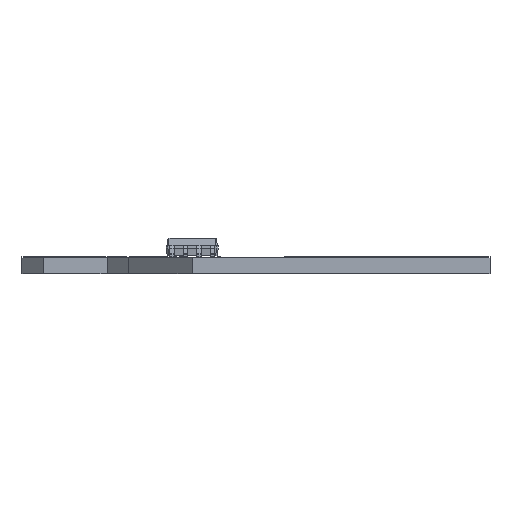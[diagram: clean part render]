
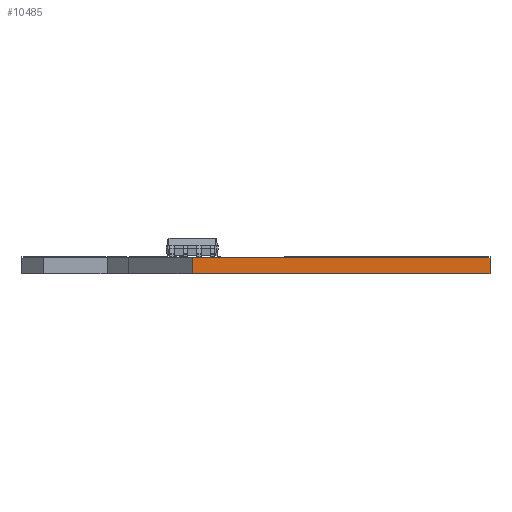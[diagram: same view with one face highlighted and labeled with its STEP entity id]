
A CAD part, front view. The second image highlights one B-rep face of the part: STEP entity #10485.
In plain terms, the highlighted planar face has unit normal (0, -1, 0).
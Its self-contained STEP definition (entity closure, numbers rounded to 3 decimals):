
#9699 = VERTEX_POINT('',#9700);
#9700 = CARTESIAN_POINT('',(22.,-30.35,1.51));
#9706 = EDGE_CURVE('',#9707,#9699,#9709,.T.);
#9707 = VERTEX_POINT('',#9708);
#9708 = CARTESIAN_POINT('',(22.,-30.35,0.));
#9709 = LINE('',#9710,#9711);
#9710 = CARTESIAN_POINT('',(22.,-30.35,0.));
#9711 = VECTOR('',#9712,1.);
#9712 = DIRECTION('',(0.,0.,1.));
#9803 = VERTEX_POINT('',#9804);
#9804 = CARTESIAN_POINT('',(-6.,-30.35,0.));
#9810 = EDGE_CURVE('',#9707,#9803,#9811,.T.);
#9811 = LINE('',#9812,#9813);
#9812 = CARTESIAN_POINT('',(22.,-30.35,0.));
#9813 = VECTOR('',#9814,1.);
#9814 = DIRECTION('',(-1.,0.,0.));
#10175 = VERTEX_POINT('',#10176);
#10176 = CARTESIAN_POINT('',(-6.,-30.35,1.51));
#10182 = EDGE_CURVE('',#9699,#10175,#10183,.T.);
#10183 = LINE('',#10184,#10185);
#10184 = CARTESIAN_POINT('',(22.,-30.35,1.51));
#10185 = VECTOR('',#10186,1.);
#10186 = DIRECTION('',(-1.,0.,0.));
#10485 = ADVANCED_FACE('',(#10486),#10497,.T.);
#10486 = FACE_BOUND('',#10487,.T.);
#10487 = EDGE_LOOP('',(#10488,#10489,#10490,#10496));
#10488 = ORIENTED_EDGE('',*,*,#9706,.T.);
#10489 = ORIENTED_EDGE('',*,*,#10182,.T.);
#10490 = ORIENTED_EDGE('',*,*,#10491,.F.);
#10491 = EDGE_CURVE('',#9803,#10175,#10492,.T.);
#10492 = LINE('',#10493,#10494);
#10493 = CARTESIAN_POINT('',(-6.,-30.35,0.));
#10494 = VECTOR('',#10495,1.);
#10495 = DIRECTION('',(0.,0.,1.));
#10496 = ORIENTED_EDGE('',*,*,#9810,.F.);
#10497 = PLANE('',#10498);
#10498 = AXIS2_PLACEMENT_3D('',#10499,#10500,#10501);
#10499 = CARTESIAN_POINT('',(22.,-30.35,0.));
#10500 = DIRECTION('',(0.,-1.,0.));
#10501 = DIRECTION('',(-1.,0.,0.));
